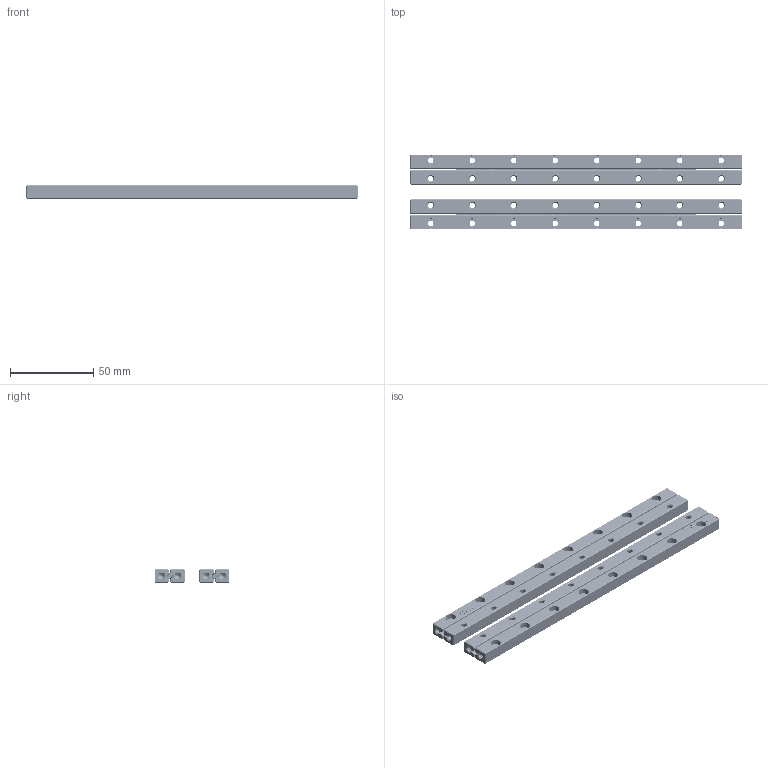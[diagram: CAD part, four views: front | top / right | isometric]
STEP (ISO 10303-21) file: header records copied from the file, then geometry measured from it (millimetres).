
FILE_DESCRIPTION(/* description */ (''),/* implementation_level */ '2;1');
FILE_NAME(/* name */ 'Set RSDE-3200x40KRE-ACC_stp.stp',/* time_stamp */ '2025-03-04T12:40:32+01:00',/* author */ (''),/* organization */ (''),/* preprocessor_version */ 'ST-DEVELOPER v16.7',/* originating_system */ 'SIEMENS PLM Software NX 12.0',/* authorisation */ '');
FILE_SCHEMA (('AUTOMOTIVE_DESIGN { 1 0 10303 214 3 1 1 1 }'));
Products named in the file (1): Set RSDE-3200x40KRE-ACC_stp
Bounding box: 200 x 45 x 8 mm (x, y, z)
Volume: 48613.2 mm3; surface area: 41745.3 mm2
Topology: 104 solids, 104 shells, 6432 faces, 18058 edges, 11882 vertices
Faces by surface type: plane 3320, cylinder 1764, torus 816, bspline 360, cone 100, extrusion 72
Full cylindrical faces by diameter (mm): 0.45 x352, 1 x8, 2 x80, 2.6 x8, 3 x80, 3.2 x8, 3.3 x32, 6 x32
Entity records: 218632 total; most frequent: CARTESIAN_POINT 47787, ORIENTED_EDGE 33624, DIRECTION 32706, EDGE_CURVE 16812, VERTEX_POINT 11500, AXIS2_PLACEMENT_3D 11265, VECTOR 10176, LINE 10104
